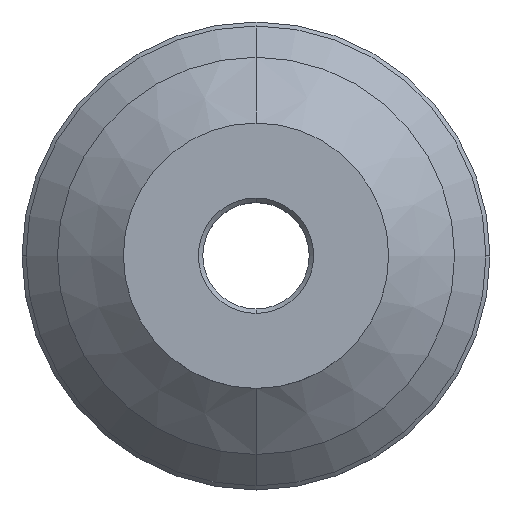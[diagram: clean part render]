
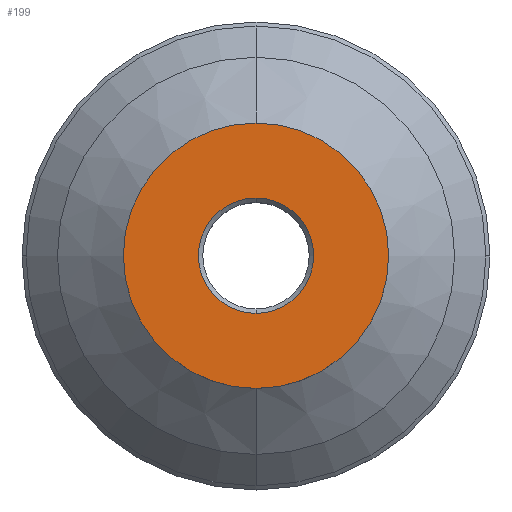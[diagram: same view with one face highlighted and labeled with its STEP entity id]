
A CAD part, top view. The second image highlights one B-rep face of the part: STEP entity #199.
In plain terms, the highlighted planar face has unit normal (0, 0, 1).
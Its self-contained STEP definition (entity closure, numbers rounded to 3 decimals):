
#199=ADVANCED_FACE('',(#538,#539),#540,.T.);
#243=EDGE_CURVE('',#459,#461,#592,.T.);
#247=EDGE_CURVE('',#389,#471,#596,.T.);
#257=EDGE_CURVE('',#461,#459,#607,.T.);
#389=VERTEX_POINT('',#756);
#459=VERTEX_POINT('',#836);
#461=VERTEX_POINT('',#838);
#471=VERTEX_POINT('',#851);
#507=EDGE_CURVE('',#471,#389,#889,.T.);
#538=FACE_BOUND('',#914,.T.);
#539=FACE_OUTER_BOUND('',#915,.T.);
#540=PLANE('',#916);
#592=CIRCLE('',#978,20.638);
#596=CIRCLE('',#983,47.5);
#607=CIRCLE('',#998,20.638);
#756=CARTESIAN_POINT('',(0.0,47.5,0.0));
#836=CARTESIAN_POINT('',(0.0,20.638,0.0));
#838=CARTESIAN_POINT('',(0.,-20.638,0.0));
#851=CARTESIAN_POINT('',(0.,-47.5,0.0));
#889=CIRCLE('',#1369,47.5);
#914=EDGE_LOOP('',(#1381,#1382));
#915=EDGE_LOOP('',(#1383,#1384));
#916=AXIS2_PLACEMENT_3D('',#1385,#1386,#1387);
#978=AXIS2_PLACEMENT_3D('',#1464,#1465,#1466);
#983=AXIS2_PLACEMENT_3D('',#1467,#1468,#1469);
#998=AXIS2_PLACEMENT_3D('',#1482,#1483,#1484);
#1369=AXIS2_PLACEMENT_3D('',#1833,#1834,#1835);
#1381=ORIENTED_EDGE('',*,*,#243,.T.);
#1382=ORIENTED_EDGE('',*,*,#257,.T.);
#1383=ORIENTED_EDGE('',*,*,#247,.F.);
#1384=ORIENTED_EDGE('',*,*,#507,.F.);
#1385=CARTESIAN_POINT('',(0.0,23.75,0.0));
#1386=DIRECTION('',(-0.0,0.0,1.0));
#1387=DIRECTION('',(0.0,-1.0,0.0));
#1464=CARTESIAN_POINT('',(0.0,0.0,0.0));
#1465=DIRECTION('',(-0.0,0.0,-1.0));
#1466=DIRECTION('',(0.0,1.0,0.0));
#1467=CARTESIAN_POINT('',(0.0,0.0,0.0));
#1468=DIRECTION('',(0.0,0.0,-1.0));
#1469=DIRECTION('',(0.0,1.0,0.0));
#1482=CARTESIAN_POINT('',(0.0,0.0,0.0));
#1483=DIRECTION('',(-0.0,0.0,-1.0));
#1484=DIRECTION('',(0.0,1.0,0.0));
#1833=CARTESIAN_POINT('',(0.0,0.0,0.0));
#1834=DIRECTION('',(0.0,0.0,-1.0));
#1835=DIRECTION('',(0.0,1.0,0.0));
